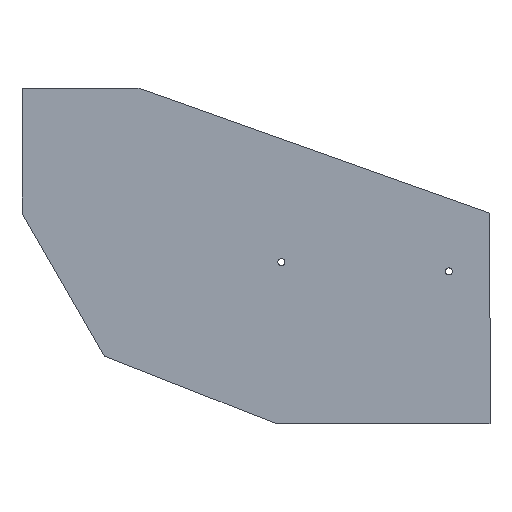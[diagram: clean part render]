
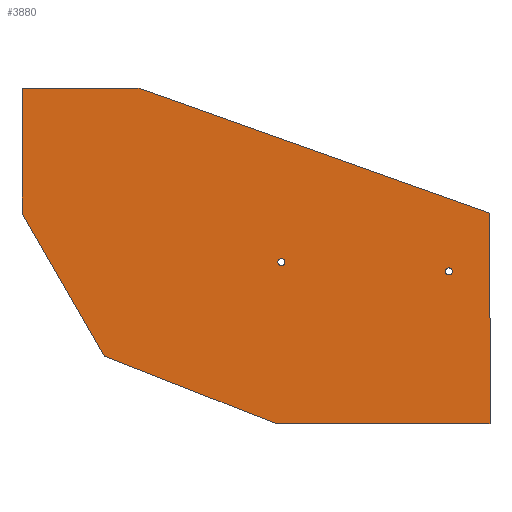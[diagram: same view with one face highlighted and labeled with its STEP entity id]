
A CAD part, front view. The second image highlights one B-rep face of the part: STEP entity #3880.
In plain terms, the highlighted planar face has unit normal (0, -1, 0).
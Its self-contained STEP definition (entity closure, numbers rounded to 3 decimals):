
#163=FACE_BOUND('',#520,.T.);
#164=FACE_BOUND('',#521,.T.);
#222=PLANE('',#4300);
#306=FACE_OUTER_BOUND('',#519,.T.);
#519=EDGE_LOOP('',(#2615,#2616,#2617,#2618,#2619,#2620,#2621));
#520=EDGE_LOOP('',(#2622));
#521=EDGE_LOOP('',(#2623));
#791=LINE('',#6179,#1089);
#792=LINE('',#6181,#1090);
#793=LINE('',#6183,#1091);
#794=LINE('',#6185,#1092);
#795=LINE('',#6187,#1093);
#796=LINE('',#6189,#1094);
#797=LINE('',#6190,#1095);
#1089=VECTOR('',#4836,10.);
#1090=VECTOR('',#4837,10.);
#1091=VECTOR('',#4838,10.);
#1092=VECTOR('',#4839,10.);
#1093=VECTOR('',#4840,10.);
#1094=VECTOR('',#4841,10.);
#1095=VECTOR('',#4842,10.);
#1385=CIRCLE('',#4295,4.5);
#1387=CIRCLE('',#4298,4.5);
#1657=VERTEX_POINT('',#6165);
#1659=VERTEX_POINT('',#6171);
#1661=VERTEX_POINT('',#6177);
#1662=VERTEX_POINT('',#6178);
#1663=VERTEX_POINT('',#6180);
#1664=VERTEX_POINT('',#6182);
#1665=VERTEX_POINT('',#6184);
#1666=VERTEX_POINT('',#6186);
#1667=VERTEX_POINT('',#6188);
#2037=EDGE_CURVE('',#1657,#1657,#1385,.T.);
#2040=EDGE_CURVE('',#1659,#1659,#1387,.T.);
#2043=EDGE_CURVE('',#1661,#1662,#791,.T.);
#2044=EDGE_CURVE('',#1662,#1663,#792,.T.);
#2045=EDGE_CURVE('',#1663,#1664,#793,.T.);
#2046=EDGE_CURVE('',#1664,#1665,#794,.T.);
#2047=EDGE_CURVE('',#1665,#1666,#795,.T.);
#2048=EDGE_CURVE('',#1666,#1667,#796,.T.);
#2049=EDGE_CURVE('',#1667,#1661,#797,.T.);
#2615=ORIENTED_EDGE('',*,*,#2043,.T.);
#2616=ORIENTED_EDGE('',*,*,#2044,.T.);
#2617=ORIENTED_EDGE('',*,*,#2045,.T.);
#2618=ORIENTED_EDGE('',*,*,#2046,.T.);
#2619=ORIENTED_EDGE('',*,*,#2047,.T.);
#2620=ORIENTED_EDGE('',*,*,#2048,.T.);
#2621=ORIENTED_EDGE('',*,*,#2049,.T.);
#2622=ORIENTED_EDGE('',*,*,#2037,.T.);
#2623=ORIENTED_EDGE('',*,*,#2040,.T.);
#3880=ADVANCED_FACE('',(#306,#163,#164),#222,.T.);
#4295=AXIS2_PLACEMENT_3D('',#6166,#4822,#4823);
#4298=AXIS2_PLACEMENT_3D('',#6172,#4829,#4830);
#4300=AXIS2_PLACEMENT_3D('',#6176,#4834,#4835);
#4822=DIRECTION('center_axis',(0.,1.,0.));
#4823=DIRECTION('ref_axis',(-1.,0.,0.));
#4829=DIRECTION('center_axis',(0.,1.,0.));
#4830=DIRECTION('ref_axis',(-1.,0.,0.));
#4834=DIRECTION('center_axis',(0.,-1.,0.));
#4835=DIRECTION('ref_axis',(0.,0.,-1.));
#4836=DIRECTION('',(0.931,0.,-0.366));
#4837=DIRECTION('',(1.,0.,0.));
#4838=DIRECTION('',(0.,0.,1.));
#4839=DIRECTION('',(-0.942,0.,0.335));
#4840=DIRECTION('',(-1.,0.,0.));
#4841=DIRECTION('',(0.,0.,-1.));
#4842=DIRECTION('',(0.5,0.,-0.866));
#6165=CARTESIAN_POINT('',(-242.97,-3.,17.183));
#6166=CARTESIAN_POINT('Origin',(-247.47,-3.,17.183));
#6171=CARTESIAN_POINT('',(-28.303,-3.,5.214));
#6172=CARTESIAN_POINT('Origin',(-32.803,-3.,5.214));
#6176=CARTESIAN_POINT('Origin',(-275.771,-3.,19.058));
#6177=CARTESIAN_POINT('',(-474.115,-3.,-103.397));
#6178=CARTESIAN_POINT('',(-254.115,-3.,-190.));
#6179=CARTESIAN_POINT('',(-474.115,-3.,-103.397));
#6180=CARTESIAN_POINT('',(20.,-3.,-190.));
#6181=CARTESIAN_POINT('',(-254.115,-3.,-190.));
#6182=CARTESIAN_POINT('',(20.,-3.,80.));
#6183=CARTESIAN_POINT('',(20.,-3.,-190.));
#6184=CARTESIAN_POINT('',(-430.,-3.,240.));
#6185=CARTESIAN_POINT('',(20.,-3.,80.));
#6186=CARTESIAN_POINT('',(-580.,-3.,240.));
#6187=CARTESIAN_POINT('',(-430.,-3.,240.));
#6188=CARTESIAN_POINT('',(-580.,-3.,80.));
#6189=CARTESIAN_POINT('',(-580.,-3.,240.));
#6190=CARTESIAN_POINT('',(-580.,-3.,80.));
